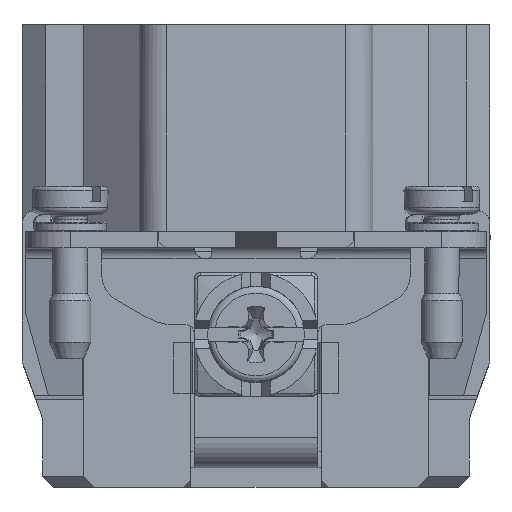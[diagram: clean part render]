
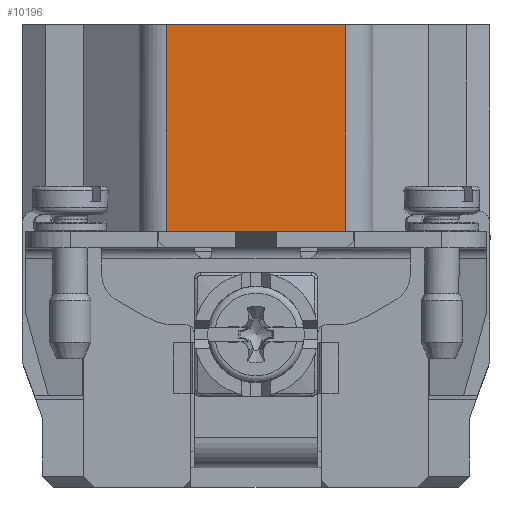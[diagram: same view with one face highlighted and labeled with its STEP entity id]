
A CAD part, left-side view. The second image highlights one B-rep face of the part: STEP entity #10196.
In plain terms, the highlighted planar face has unit normal (-1, 0, 0).
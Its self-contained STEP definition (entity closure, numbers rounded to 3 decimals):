
#8971=FACE_OUTER_BOUND('',#13277,.T.);
#10196=ADVANCED_FACE('',(#8971),#11262,.T.);
#11262=PLANE('',#33822);
#13277=EDGE_LOOP('',(#15973,#15974,#15975,#15976));
#15973=ORIENTED_EDGE('',*,*,#23017,.T.);
#15974=ORIENTED_EDGE('',*,*,#23949,.T.);
#15975=ORIENTED_EDGE('',*,*,#23950,.T.);
#15976=ORIENTED_EDGE('',*,*,#23951,.T.);
#20828=VERTEX_POINT('',#41698);
#20829=VERTEX_POINT('',#41700);
#21552=VERTEX_POINT('',#44247);
#21553=VERTEX_POINT('',#44251);
#23017=EDGE_CURVE('',#20829,#20828,#27650,.T.);
#23949=EDGE_CURVE('',#20828,#21552,#28169,.T.);
#23950=EDGE_CURVE('',#21552,#21553,#28170,.T.);
#23951=EDGE_CURVE('',#21553,#20829,#28171,.T.);
#27650=LINE('',#41699,#29576);
#28169=LINE('',#44248,#30095);
#28170=LINE('',#44250,#30096);
#28171=LINE('',#44252,#30097);
#29576=VECTOR('',#35333,1.);
#30095=VECTOR('',#37518,1.);
#30096=VECTOR('',#37521,1.);
#30097=VECTOR('',#37522,1.);
#33822=AXIS2_PLACEMENT_3D('',#44253,#37523,#37524);
#35333=DIRECTION('',(0.,-1.,0.));
#37518=DIRECTION('',(0.,0.,1.));
#37521=DIRECTION('',(0.,1.,0.));
#37522=DIRECTION('',(0.,0.,-1.));
#37523=DIRECTION('',(-1.,0.,0.));
#37524=DIRECTION('',(0.,-1.,0.));
#41698=CARTESIAN_POINT('',(-32.,-6.5,1.2));
#41699=CARTESIAN_POINT('',(-32.,6.5,1.2));
#41700=CARTESIAN_POINT('',(-32.,6.5,1.2));
#44247=CARTESIAN_POINT('',(-32.,-6.5,16.2));
#44248=CARTESIAN_POINT('',(-32.,-6.5,1.2));
#44250=CARTESIAN_POINT('',(-32.,-6.5,16.2));
#44251=CARTESIAN_POINT('',(-32.,6.5,16.2));
#44252=CARTESIAN_POINT('',(-32.,6.5,16.2));
#44253=CARTESIAN_POINT('',(-32.,6.5,1.2));
